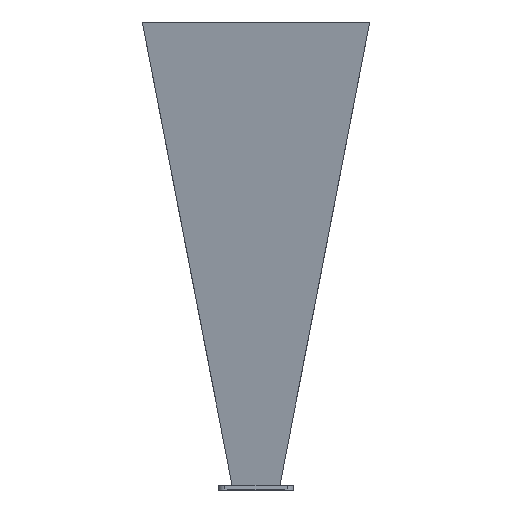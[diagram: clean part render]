
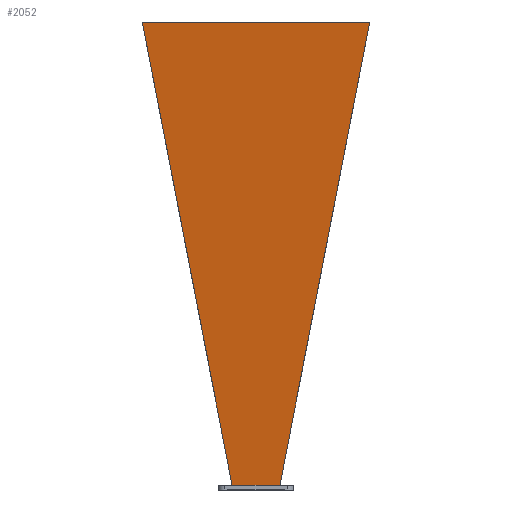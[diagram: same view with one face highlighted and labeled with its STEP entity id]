
A CAD part, front view. The second image highlights one B-rep face of the part: STEP entity #2052.
In plain terms, the highlighted planar face has unit normal (0, -0.989, -0.147).
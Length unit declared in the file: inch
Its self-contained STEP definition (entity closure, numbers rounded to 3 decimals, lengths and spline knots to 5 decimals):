
#2 = FACE_OUTER_BOUND ( 'NONE', #1772, .T. ) ;
#119 = VERTEX_POINT ( 'NONE', #1860 ) ;
#228 = ORIENTED_EDGE ( 'NONE', *, *, #2764, .T. ) ;
#246 = VECTOR ( 'NONE', #2664, 39.37008 ) ;
#260 = VERTEX_POINT ( 'NONE', #857 ) ;
#278 = EDGE_CURVE ( 'NONE', #2530, #119, #2632, .T. ) ;
#444 = VECTOR ( 'NONE', #1360, 39.37008 ) ;
#589 = EDGE_CURVE ( 'NONE', #260, #1085, #1202, .T. ) ;
#685 = DIRECTION ( 'NONE',  ( 0., 0.989, 0.147 ) ) ;
#762 = CARTESIAN_POINT ( 'NONE',  ( -1.238, -0.6655, 0.25 ) ) ;
#814 = CARTESIAN_POINT ( 'NONE',  ( -1.238, -0.6655, 0.25 ) ) ;
#857 = CARTESIAN_POINT ( 'NONE',  ( 1.238, -0.6655, 0.25 ) ) ;
#964 = CARTESIAN_POINT ( 'NONE',  ( -5.88626, -4.22866, 24.231 ) ) ;
#1085 = VERTEX_POINT ( 'NONE', #814 ) ;
#1087 = ORIENTED_EDGE ( 'NONE', *, *, #278, .F. ) ;
#1202 = B_SPLINE_CURVE_WITH_KNOTS ( 'NONE', 3,
 ( #1885, #2819, #2102, #762 ),
 .UNSPECIFIED., .F., .F.,
 ( 4, 4 ),
 ( 0., 1. ),
 .UNSPECIFIED. ) ;
#1360 = DIRECTION ( 'NONE',  ( -0.188, -0.144, 0.971 ) ) ;
#1487 = CARTESIAN_POINT ( 'NONE',  ( -5.888, -4.22866, 24.231 ) ) ;
#1529 = ORIENTED_EDGE ( 'NONE', *, *, #589, .F. ) ;
#1533 = ORIENTED_EDGE ( 'NONE', *, *, #1696, .F. ) ;
#1580 = CARTESIAN_POINT ( 'NONE',  ( -1.238, -0.6655, 0.25 ) ) ;
#1696 = EDGE_CURVE ( 'NONE', #1085, #2530, #2731, .T. ) ;
#1706 = LINE ( 'NONE', #2202, #2939 ) ;
#1772 = EDGE_LOOP ( 'NONE', ( #228, #1087, #1533, #1529 ) ) ;
#1788 = PLANE ( 'NONE',  #2039 ) ;
#1815 = CARTESIAN_POINT ( 'NONE',  ( 0., -0.61478, -0.09135 ) ) ;
#1860 = CARTESIAN_POINT ( 'NONE',  ( 5.88626, -4.22866, 24.231 ) ) ;
#1885 = CARTESIAN_POINT ( 'NONE',  ( 1.238, -0.6655, 0.25 ) ) ;
#2039 = AXIS2_PLACEMENT_3D ( 'NONE', #1815, #685, #2506 ) ;
#2052 = ADVANCED_FACE ( 'NONE', ( #2 ), #1788, .F. ) ;
#2102 = CARTESIAN_POINT ( 'NONE',  ( -0.41267, -0.6655, 0.25 ) ) ;
#2202 = CARTESIAN_POINT ( 'NONE',  ( 1.238, -0.6655, 0.25 ) ) ;
#2506 = DIRECTION ( 'NONE',  ( 0., 0.147, -0.989 ) ) ;
#2530 = VERTEX_POINT ( 'NONE', #964 ) ;
#2621 = DIRECTION ( 'NONE',  ( 0.188, -0.144, 0.971 ) ) ;
#2632 = LINE ( 'NONE', #1487, #246 ) ;
#2664 = DIRECTION ( 'NONE',  ( 1., 0., 0. ) ) ;
#2731 = LINE ( 'NONE', #1580, #444 ) ;
#2764 = EDGE_CURVE ( 'NONE', #260, #119, #1706, .T. ) ;
#2819 = CARTESIAN_POINT ( 'NONE',  ( 0.41267, -0.6655, 0.25 ) ) ;
#2939 = VECTOR ( 'NONE', #2621, 39.37008 ) ;
